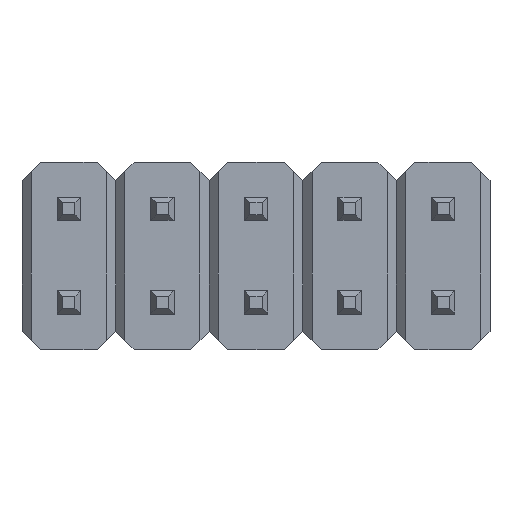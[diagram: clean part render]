
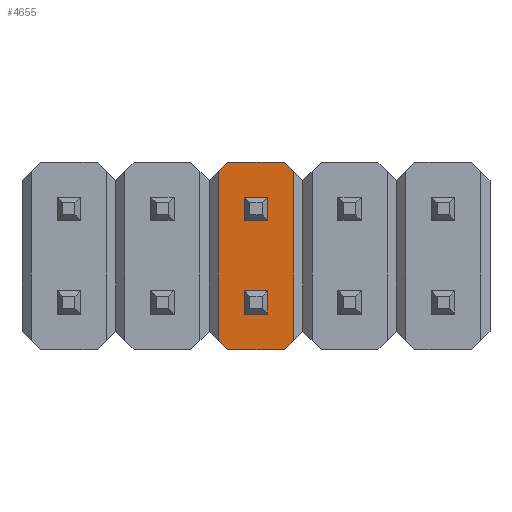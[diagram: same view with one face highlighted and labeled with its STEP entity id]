
A CAD part, top view. The second image highlights one B-rep face of the part: STEP entity #4655.
In plain terms, the highlighted planar face has unit normal (0, 0, 1).
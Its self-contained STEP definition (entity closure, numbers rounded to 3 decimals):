
#43=FACE_BOUND('',#352,.T.);
#44=FACE_BOUND('',#353,.T.);
#65=FACE_OUTER_BOUND('',#351,.T.);
#351=EDGE_LOOP('',(#3087,#3088,#3089,#3090,#3091,#3092,#3093,#3094));
#352=EDGE_LOOP('',(#3095,#3096,#3097,#3098));
#353=EDGE_LOOP('',(#3099,#3100,#3101,#3102));
#683=LINE('',#6540,#1347);
#686=LINE('',#6546,#1350);
#687=LINE('',#6548,#1351);
#688=LINE('',#6550,#1352);
#689=LINE('',#6551,#1353);
#690=LINE('',#6553,#1354);
#691=LINE('',#6555,#1355);
#692=LINE('',#6556,#1356);
#693=LINE('',#6559,#1357);
#694=LINE('',#6561,#1358);
#695=LINE('',#6563,#1359);
#696=LINE('',#6564,#1360);
#697=LINE('',#6567,#1361);
#698=LINE('',#6569,#1362);
#699=LINE('',#6571,#1363);
#700=LINE('',#6572,#1364);
#1347=VECTOR('',#5279,4.58);
#1350=VECTOR('',#5284,4.58);
#1351=VECTOR('',#5285,0.354);
#1352=VECTOR('',#5286,1.54);
#1353=VECTOR('',#5287,0.354);
#1354=VECTOR('',#5288,0.354);
#1355=VECTOR('',#5289,1.54);
#1356=VECTOR('',#5290,0.354);
#1357=VECTOR('',#5291,0.64);
#1358=VECTOR('',#5292,0.64);
#1359=VECTOR('',#5293,0.64);
#1360=VECTOR('',#5294,0.64);
#1361=VECTOR('',#5295,0.64);
#1362=VECTOR('',#5296,0.64);
#1363=VECTOR('',#5297,0.64);
#1364=VECTOR('',#5298,0.64);
#2007=VERTEX_POINT('',#6538);
#2008=VERTEX_POINT('',#6539);
#2009=VERTEX_POINT('',#6544);
#2010=VERTEX_POINT('',#6545);
#2011=VERTEX_POINT('',#6547);
#2012=VERTEX_POINT('',#6549);
#2013=VERTEX_POINT('',#6552);
#2014=VERTEX_POINT('',#6554);
#2015=VERTEX_POINT('',#6557);
#2016=VERTEX_POINT('',#6558);
#2017=VERTEX_POINT('',#6560);
#2018=VERTEX_POINT('',#6562);
#2019=VERTEX_POINT('',#6565);
#2020=VERTEX_POINT('',#6566);
#2021=VERTEX_POINT('',#6568);
#2022=VERTEX_POINT('',#6570);
#2415=EDGE_CURVE('',#2007,#2008,#683,.T.);
#2418=EDGE_CURVE('',#2009,#2010,#686,.T.);
#2419=EDGE_CURVE('',#2009,#2011,#687,.T.);
#2420=EDGE_CURVE('',#2012,#2011,#688,.T.);
#2421=EDGE_CURVE('',#2012,#2008,#689,.T.);
#2422=EDGE_CURVE('',#2007,#2013,#690,.T.);
#2423=EDGE_CURVE('',#2014,#2013,#691,.T.);
#2424=EDGE_CURVE('',#2014,#2010,#692,.T.);
#2425=EDGE_CURVE('',#2015,#2016,#693,.T.);
#2426=EDGE_CURVE('',#2017,#2015,#694,.T.);
#2427=EDGE_CURVE('',#2018,#2017,#695,.T.);
#2428=EDGE_CURVE('',#2016,#2018,#696,.T.);
#2429=EDGE_CURVE('',#2019,#2020,#697,.T.);
#2430=EDGE_CURVE('',#2021,#2019,#698,.T.);
#2431=EDGE_CURVE('',#2022,#2021,#699,.T.);
#2432=EDGE_CURVE('',#2020,#2022,#700,.T.);
#3087=ORIENTED_EDGE('',*,*,#2418,.F.);
#3088=ORIENTED_EDGE('',*,*,#2419,.T.);
#3089=ORIENTED_EDGE('',*,*,#2420,.F.);
#3090=ORIENTED_EDGE('',*,*,#2421,.T.);
#3091=ORIENTED_EDGE('',*,*,#2415,.F.);
#3092=ORIENTED_EDGE('',*,*,#2422,.T.);
#3093=ORIENTED_EDGE('',*,*,#2423,.F.);
#3094=ORIENTED_EDGE('',*,*,#2424,.T.);
#3095=ORIENTED_EDGE('',*,*,#2425,.F.);
#3096=ORIENTED_EDGE('',*,*,#2426,.F.);
#3097=ORIENTED_EDGE('',*,*,#2427,.F.);
#3098=ORIENTED_EDGE('',*,*,#2428,.F.);
#3099=ORIENTED_EDGE('',*,*,#2429,.F.);
#3100=ORIENTED_EDGE('',*,*,#2430,.F.);
#3101=ORIENTED_EDGE('',*,*,#2431,.F.);
#3102=ORIENTED_EDGE('',*,*,#2432,.F.);
#4373=PLANE('',#4949);
#4655=ADVANCED_FACE('',(#65,#43,#44),#4373,.F.);
#4949=AXIS2_PLACEMENT_3D('',#6543,#5282,#5283);
#5279=DIRECTION('',(0.,1.,0.));
#5282=DIRECTION('center_axis',(0.,0.,-1.));
#5283=DIRECTION('ref_axis',(-1.,0.,0.));
#5284=DIRECTION('',(0.,-1.,0.));
#5285=DIRECTION('',(-0.707,0.707,0.));
#5286=DIRECTION('',(1.,0.,0.));
#5287=DIRECTION('',(-0.707,-0.707,0.));
#5288=DIRECTION('',(0.707,-0.707,0.));
#5289=DIRECTION('',(-1.,0.,0.));
#5290=DIRECTION('',(0.707,0.707,0.));
#5291=DIRECTION('',(1.,0.,0.));
#5292=DIRECTION('',(0.,-1.,0.));
#5293=DIRECTION('',(-1.,0.,0.));
#5294=DIRECTION('',(0.,1.,0.));
#5295=DIRECTION('',(0.,1.,0.));
#5296=DIRECTION('',(1.,0.,0.));
#5297=DIRECTION('',(0.,-1.,0.));
#5298=DIRECTION('',(-1.,0.,0.));
#6538=CARTESIAN_POINT('',(-1.02,-2.29,2.54));
#6539=CARTESIAN_POINT('',(-1.02,2.29,2.54));
#6540=CARTESIAN_POINT('',(-1.02,-2.29,2.54));
#6543=CARTESIAN_POINT('Origin',(-7.62,0.,2.54));
#6544=CARTESIAN_POINT('',(1.02,2.29,2.54));
#6545=CARTESIAN_POINT('',(1.02,-2.29,2.54));
#6546=CARTESIAN_POINT('',(1.02,2.29,2.54));
#6547=CARTESIAN_POINT('',(0.77,2.54,2.54));
#6548=CARTESIAN_POINT('',(1.02,2.29,2.54));
#6549=CARTESIAN_POINT('',(-0.77,2.54,2.54));
#6550=CARTESIAN_POINT('',(-0.77,2.54,2.54));
#6551=CARTESIAN_POINT('',(-0.77,2.54,2.54));
#6552=CARTESIAN_POINT('',(-0.77,-2.54,2.54));
#6553=CARTESIAN_POINT('',(-1.02,-2.29,2.54));
#6554=CARTESIAN_POINT('',(0.77,-2.54,2.54));
#6555=CARTESIAN_POINT('',(0.77,-2.54,2.54));
#6556=CARTESIAN_POINT('',(0.77,-2.54,2.54));
#6557=CARTESIAN_POINT('',(-0.32,-1.59,2.54));
#6558=CARTESIAN_POINT('',(0.32,-1.59,2.54));
#6559=CARTESIAN_POINT('',(-0.32,-1.59,2.54));
#6560=CARTESIAN_POINT('',(-0.32,-0.95,2.54));
#6561=CARTESIAN_POINT('',(-0.32,-0.95,2.54));
#6562=CARTESIAN_POINT('',(0.32,-0.95,2.54));
#6563=CARTESIAN_POINT('',(0.32,-0.95,2.54));
#6564=CARTESIAN_POINT('',(0.32,-1.59,2.54));
#6565=CARTESIAN_POINT('',(0.32,0.95,2.54));
#6566=CARTESIAN_POINT('',(0.32,1.59,2.54));
#6567=CARTESIAN_POINT('',(0.32,0.95,2.54));
#6568=CARTESIAN_POINT('',(-0.32,0.95,2.54));
#6569=CARTESIAN_POINT('',(-0.32,0.95,2.54));
#6570=CARTESIAN_POINT('',(-0.32,1.59,2.54));
#6571=CARTESIAN_POINT('',(-0.32,1.59,2.54));
#6572=CARTESIAN_POINT('',(0.32,1.59,2.54));
